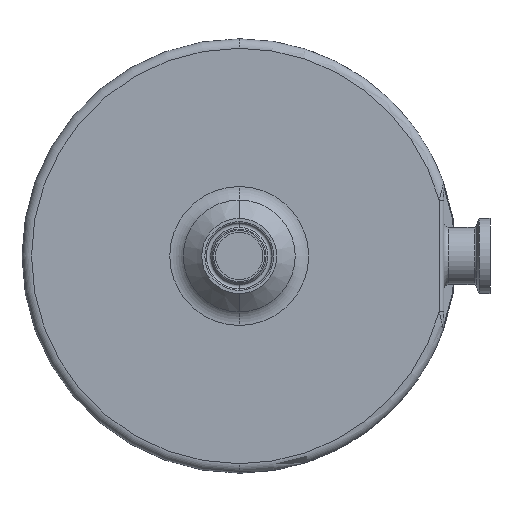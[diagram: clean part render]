
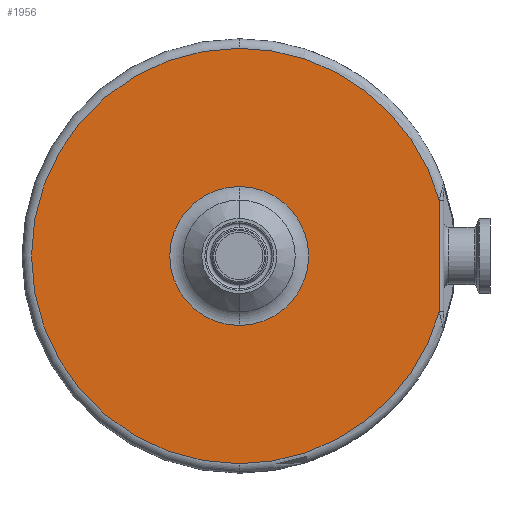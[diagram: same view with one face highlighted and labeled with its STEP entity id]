
A CAD part, front view. The second image highlights one B-rep face of the part: STEP entity #1956.
In plain terms, the highlighted planar face has unit normal (0, -1, 0).
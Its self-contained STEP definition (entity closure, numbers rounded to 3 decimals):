
#171 = ORIENTED_EDGE ( 'NONE', *, *, #3604, .T. ) ;
#190 = ORIENTED_EDGE ( 'NONE', *, *, #2037, .F. ) ;
#218 = VERTEX_POINT ( 'NONE', #6145 ) ;
#289 = FACE_BOUND ( 'NONE', #4962, .T. ) ;
#397 = AXIS2_PLACEMENT_3D ( 'NONE', #5041, #4740, #6909 ) ;
#417 = CARTESIAN_POINT ( 'NONE',  ( 0., 24.066, 0. ) ) ;
#427 = DIRECTION ( 'NONE',  ( 0., 0., 1. ) ) ;
#445 = EDGE_CURVE ( 'NONE', #2660, #3885, #2785, .T. ) ;
#659 = EDGE_CURVE ( 'NONE', #2638, #218, #952, .T. ) ;
#818 = DIRECTION ( 'NONE',  ( 0., 0., 1. ) ) ;
#952 = CIRCLE ( 'NONE', #397, 23.141 ) ;
#1070 = EDGE_LOOP ( 'NONE', ( #190, #1270, #2072, #1622 ) ) ;
#1270 = ORIENTED_EDGE ( 'NONE', *, *, #1298, .T. ) ;
#1298 = EDGE_CURVE ( 'NONE', #6547, #6834, #1746, .T. ) ;
#1302 = CARTESIAN_POINT ( 'NONE',  ( 0., 24.066, 0. ) ) ;
#1304 = CARTESIAN_POINT ( 'NONE',  ( 0., 24.066, -69.215 ) ) ;
#1622 = ORIENTED_EDGE ( 'NONE', *, *, #445, .F. ) ;
#1746 = LINE ( 'NONE', #4970, #5293 ) ;
#1890 = FACE_OUTER_BOUND ( 'NONE', #1070, .T. ) ;
#1956 = ADVANCED_FACE ( 'NONE', ( #1890, #289 ), #3035, .F. ) ;
#2037 = EDGE_CURVE ( 'NONE', #6547, #2660, #4424, .T. ) ;
#2072 = ORIENTED_EDGE ( 'NONE', *, *, #4798, .F. ) ;
#2130 = ORIENTED_EDGE ( 'NONE', *, *, #659, .T. ) ;
#2543 = CARTESIAN_POINT ( 'NONE',  ( 0., 24.066, 69.215 ) ) ;
#2581 = CARTESIAN_POINT ( 'NONE',  ( 0., 24.066, 0. ) ) ;
#2603 = DIRECTION ( 'NONE',  ( 0., 1., 0. ) ) ;
#2606 = CARTESIAN_POINT ( 'NONE',  ( 66.675, 24.066, 18.578 ) ) ;
#2619 = CIRCLE ( 'NONE', #4906, 69.215 ) ;
#2628 = CARTESIAN_POINT ( 'NONE',  ( 66.675, 24.066, -18.578 ) ) ;
#2638 = VERTEX_POINT ( 'NONE', #6703 ) ;
#2660 = VERTEX_POINT ( 'NONE', #1304 ) ;
#2785 = CIRCLE ( 'NONE', #5081, 69.215 ) ;
#2808 = AXIS2_PLACEMENT_3D ( 'NONE', #2581, #5271, #6865 ) ;
#3035 = PLANE ( 'NONE',  #6135 ) ;
#3574 = DIRECTION ( 'NONE',  ( 0., 1., 0. ) ) ;
#3604 = EDGE_CURVE ( 'NONE', #218, #2638, #7030, .T. ) ;
#3851 = AXIS2_PLACEMENT_3D ( 'NONE', #6395, #7002, #427 ) ;
#3885 = VERTEX_POINT ( 'NONE', #2543 ) ;
#4424 = CIRCLE ( 'NONE', #3851, 69.215 ) ;
#4644 = DIRECTION ( 'NONE',  ( 0., 1., 0. ) ) ;
#4740 = DIRECTION ( 'NONE',  ( 0., 1., 0. ) ) ;
#4798 = EDGE_CURVE ( 'NONE', #3885, #6834, #2619, .T. ) ;
#4906 = AXIS2_PLACEMENT_3D ( 'NONE', #1302, #4644, #6805 ) ;
#4962 = EDGE_LOOP ( 'NONE', ( #2130, #171 ) ) ;
#4970 = CARTESIAN_POINT ( 'NONE',  ( 66.675, 24.066, 0. ) ) ;
#5041 = CARTESIAN_POINT ( 'NONE',  ( 0., 24.066, 0. ) ) ;
#5081 = AXIS2_PLACEMENT_3D ( 'NONE', #417, #2603, #6775 ) ;
#5271 = DIRECTION ( 'NONE',  ( 0., 1., 0. ) ) ;
#5293 = VECTOR ( 'NONE', #5579, 1000. ) ;
#5579 = DIRECTION ( 'NONE',  ( 0., 0., 1. ) ) ;
#6135 = AXIS2_PLACEMENT_3D ( 'NONE', #6653, #3574, #818 ) ;
#6145 = CARTESIAN_POINT ( 'NONE',  ( 0., 24.066, -23.141 ) ) ;
#6395 = CARTESIAN_POINT ( 'NONE',  ( 0., 24.066, 0. ) ) ;
#6547 = VERTEX_POINT ( 'NONE', #2628 ) ;
#6653 = CARTESIAN_POINT ( 'NONE',  ( 23.141, 24.066, 0. ) ) ;
#6703 = CARTESIAN_POINT ( 'NONE',  ( 0., 24.066, 23.141 ) ) ;
#6775 = DIRECTION ( 'NONE',  ( 0., 0., 1. ) ) ;
#6805 = DIRECTION ( 'NONE',  ( 0., 0., 1. ) ) ;
#6834 = VERTEX_POINT ( 'NONE', #2606 ) ;
#6865 = DIRECTION ( 'NONE',  ( 0., 0., 1. ) ) ;
#6909 = DIRECTION ( 'NONE',  ( 0., 0., 1. ) ) ;
#7002 = DIRECTION ( 'NONE',  ( 0., 1., 0. ) ) ;
#7030 = CIRCLE ( 'NONE', #2808, 23.141 ) ;
